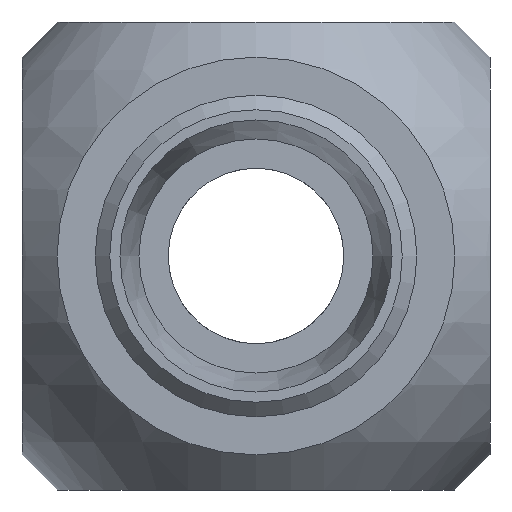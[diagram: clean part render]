
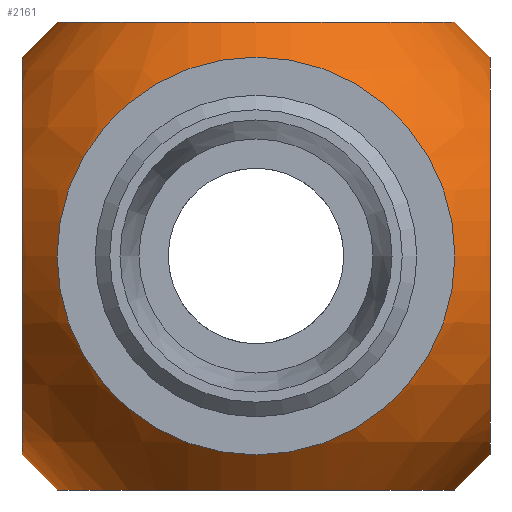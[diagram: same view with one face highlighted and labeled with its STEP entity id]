
A CAD part, left-side view. The second image highlights one B-rep face of the part: STEP entity #2161.
In plain terms, the highlighted spherical face has radius 21 mm.
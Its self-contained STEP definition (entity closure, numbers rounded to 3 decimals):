
#1511=CARTESIAN_POINT('',(16.0,0.,-13.601));
#1512=VERTEX_POINT('',#1511);
#1513=CARTESIAN_POINT('',(16.0,0.,0.0));
#1514=DIRECTION('',(1.0,0.0,0.0));
#1515=DIRECTION('',(0.0,0.0,1.0));
#1516=AXIS2_PLACEMENT_3D('',#1513,#1514,#1515);
#1517=CIRCLE('',#1516,13.601);
#1518=EDGE_CURVE('',#1512,#1512,#1517,.T.);
#2091=CARTESIAN_POINT('',(-16.0,0.,13.601));
#2092=VERTEX_POINT('',#2091);
#2093=CARTESIAN_POINT('',(-16.0,0.,0.0));
#2094=DIRECTION('',(-1.0,0.0,0.0));
#2095=DIRECTION('',(0.0,0.0,-1.0));
#2096=AXIS2_PLACEMENT_3D('',#2093,#2094,#2095);
#2097=CIRCLE('',#2096,13.601);
#2098=EDGE_CURVE('',#2092,#2092,#2097,.T.);
#2106=CARTESIAN_POINT('',(0.0,0.0,0.0));
#2107=DIRECTION('',(0.0,0.0,1.0));
#2108=DIRECTION('',(1.0,0.0,0.0));
#2109=AXIS2_PLACEMENT_3D('',#2106,#2107,#2108);
#2110=SPHERICAL_SURFACE('',#2109,21.0);
#2111=CARTESIAN_POINT('',(0.,13.601,-16.0));
#2112=VERTEX_POINT('',#2111);
#2113=CARTESIAN_POINT('',(0.0,0.0,-16.0));
#2114=DIRECTION('',(0.0,0.0,-1.0));
#2115=DIRECTION('',(0.0,-1.0,0.0));
#2116=AXIS2_PLACEMENT_3D('',#2113,#2114,#2115);
#2117=CIRCLE('',#2116,13.601);
#2118=EDGE_CURVE('',#2112,#2112,#2117,.T.);
#2119=ORIENTED_EDGE('',*,*,#2118,.F.);
#2120=EDGE_LOOP('',(#2119));
#2121=FACE_OUTER_BOUND('',#2120,.T.);
#2122=ORIENTED_EDGE('',*,*,#1518,.F.);
#2123=EDGE_LOOP('',(#2122));
#2124=FACE_BOUND('',#2123,.T.);
#2125=CARTESIAN_POINT('',(0.,-16.,-13.601));
#2126=VERTEX_POINT('',#2125);
#2127=CARTESIAN_POINT('',(0.0,-16.,0.0));
#2128=DIRECTION('',(0.0,-1.0,0.0));
#2129=DIRECTION('',(0.0,0.0,1.0));
#2130=AXIS2_PLACEMENT_3D('',#2127,#2128,#2129);
#2131=CIRCLE('',#2130,13.601);
#2132=EDGE_CURVE('',#2126,#2126,#2131,.T.);
#2133=ORIENTED_EDGE('',*,*,#2132,.F.);
#2134=EDGE_LOOP('',(#2133));
#2135=FACE_BOUND('',#2134,.T.);
#2136=ORIENTED_EDGE('',*,*,#2098,.F.);
#2137=EDGE_LOOP('',(#2136));
#2138=FACE_BOUND('',#2137,.T.);
#2139=CARTESIAN_POINT('',(0.,16.,13.601));
#2140=VERTEX_POINT('',#2139);
#2141=CARTESIAN_POINT('',(0.0,16.,0.0));
#2142=DIRECTION('',(0.0,1.0,0.0));
#2143=DIRECTION('',(0.0,0.0,-1.0));
#2144=AXIS2_PLACEMENT_3D('',#2141,#2142,#2143);
#2145=CIRCLE('',#2144,13.601);
#2146=EDGE_CURVE('',#2140,#2140,#2145,.T.);
#2147=ORIENTED_EDGE('',*,*,#2146,.F.);
#2148=EDGE_LOOP('',(#2147));
#2149=FACE_BOUND('',#2148,.T.);
#2150=CARTESIAN_POINT('',(0.,-13.601,16.0));
#2151=VERTEX_POINT('',#2150);
#2152=CARTESIAN_POINT('',(0.0,0.0,16.0));
#2153=DIRECTION('',(0.0,0.0,1.0));
#2154=DIRECTION('',(0.0,1.0,0.0));
#2155=AXIS2_PLACEMENT_3D('',#2152,#2153,#2154);
#2156=CIRCLE('',#2155,13.601);
#2157=EDGE_CURVE('',#2151,#2151,#2156,.T.);
#2158=ORIENTED_EDGE('',*,*,#2157,.F.);
#2159=EDGE_LOOP('',(#2158));
#2160=FACE_BOUND('',#2159,.T.);
#2161=ADVANCED_FACE('',(#2121,#2124,#2135,#2138,#2149,#2160),#2110,.T.);
